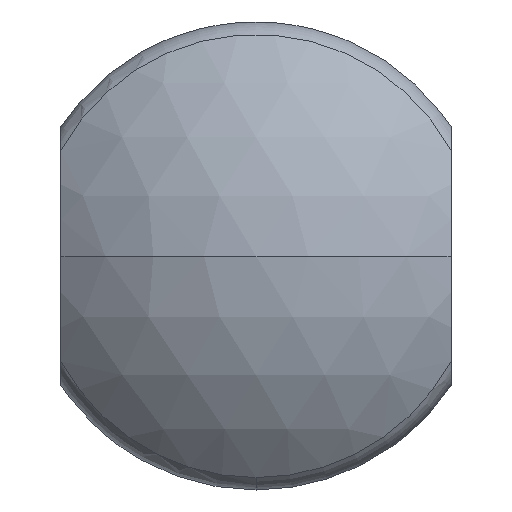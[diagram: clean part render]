
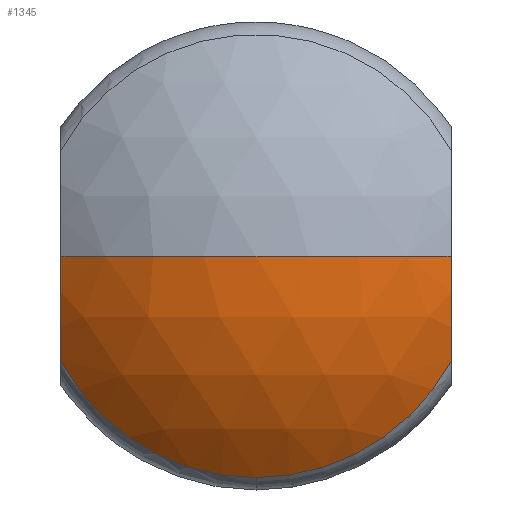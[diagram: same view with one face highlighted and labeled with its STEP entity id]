
A CAD part, front view. The second image highlights one B-rep face of the part: STEP entity #1345.
In plain terms, the highlighted spherical face has radius 25 mm.
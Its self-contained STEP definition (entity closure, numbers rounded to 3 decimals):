
#1 = CARTESIAN_POINT ( 'NONE',  ( 0., -85., 0. ) ) ;
#62 = CARTESIAN_POINT ( 'NONE',  ( 0., -85., 0. ) ) ;
#103 = DIRECTION ( 'NONE',  ( 1., 0., 0. ) ) ;
#117 = ORIENTED_EDGE ( 'NONE', *, *, #392, .F. ) ;
#258 = CARTESIAN_POINT ( 'NONE',  ( 0., -103.288, 0. ) ) ;
#261 = CARTESIAN_POINT ( 'NONE',  ( -15., -85., 0. ) ) ;
#280 = CARTESIAN_POINT ( 'NONE',  ( 15., -105., 0. ) ) ;
#323 = CIRCLE ( 'NONE', #1932, 20. ) ;
#340 = DIRECTION ( 'NONE',  ( 0., -1., 0. ) ) ;
#392 = EDGE_CURVE ( 'Defeature ausgef�hrt2_12+Defeature ausgef�hrt2_7+Defeature ausgef�hrt2_10+Defeature ausgef�hrt2_6', #661, #3117, #1681, .T. ) ;
#491 = AXIS2_PLACEMENT_3D ( 'NONE', #3592, #340, #3318 ) ;
#555 = DIRECTION ( 'NONE',  ( -1., 0., 0. ) ) ;
#583 = CIRCLE ( 'NONE', #3212, 17.045 ) ;
#599 = DIRECTION ( 'NONE',  ( 0., 0., -1. ) ) ;
#647 = FACE_OUTER_BOUND ( 'NONE', #2791, .T. ) ;
#661 = VERTEX_POINT ( 'NONE', #750 ) ;
#750 = CARTESIAN_POINT ( 'NONE',  ( -15., -103.288, -8.096 ) ) ;
#759 = EDGE_CURVE ( 'Defeature ausgef�hrt2_7+Defeature ausgef�hrt2_10+Defeature ausgef�hrt2_12+Defeature ausgef�hrt2_11', #661, #2844, #583, .T. ) ;
#870 = CARTESIAN_POINT ( 'NONE',  ( 0., -103.288, -17.045 ) ) ;
#1035 = CIRCLE ( 'NONE', #3460, 25. ) ;
#1038 = CARTESIAN_POINT ( 'NONE',  ( 15., -103.288, -8.096 ) ) ;
#1040 = VERTEX_POINT ( 'NONE', #1669 ) ;
#1235 = ORIENTED_EDGE ( 'NONE', *, *, #1909, .T. ) ;
#1345 = ADVANCED_FACE ( 'Defeature ausgef�hrt2_7', ( #647 ), #1364, .T. ) ;
#1364 = SPHERICAL_SURFACE ( 'NONE', #1687, 25. ) ;
#1477 = AXIS2_PLACEMENT_3D ( 'NONE', #261, #3199, #1729 ) ;
#1480 = DIRECTION ( 'NONE',  ( 0., 0., -1. ) ) ;
#1575 = ORIENTED_EDGE ( 'NONE', *, *, #1672, .T. ) ;
#1669 = CARTESIAN_POINT ( 'NONE',  ( 0., -110., 0. ) ) ;
#1672 = EDGE_CURVE ( 'Defeature ausgef�hrt2_7+Defeature ausgef�hrt2_10+Defeature ausgef�hrt2_12+Defeature ausgef�hrt2_11', #2844, #3069, #2477, .T. ) ;
#1681 = CIRCLE ( 'NONE', #1477, 20. ) ;
#1687 = AXIS2_PLACEMENT_3D ( 'NONE', #3814, #599, #555 ) ;
#1729 = DIRECTION ( 'NONE',  ( 0., 0., -1. ) ) ;
#1757 = DIRECTION ( 'NONE',  ( 1., 0., 0. ) ) ;
#1909 = EDGE_CURVE ( 'NONE', #3582, #1040, #1035, .T. ) ;
#1932 = AXIS2_PLACEMENT_3D ( 'NONE', #3244, #1757, #2055 ) ;
#2055 = DIRECTION ( 'NONE',  ( 0., 0., 1. ) ) ;
#2081 = EDGE_CURVE ( 'NONE', #3117, #1040, #2141, .T. ) ;
#2141 = CIRCLE ( 'NONE', #3570, 25. ) ;
#2193 = ORIENTED_EDGE ( 'NONE', *, *, #3279, .F. ) ;
#2208 = ORIENTED_EDGE ( 'NONE', *, *, #2081, .F. ) ;
#2264 = CARTESIAN_POINT ( 'NONE',  ( -15., -105., 0. ) ) ;
#2360 = DIRECTION ( 'NONE',  ( -1., 0., 0. ) ) ;
#2477 = CIRCLE ( 'NONE', #491, 17.045 ) ;
#2791 = EDGE_LOOP ( 'NONE', ( #2193, #1235, #2208, #117, #3605, #1575 ) ) ;
#2844 = VERTEX_POINT ( 'NONE', #870 ) ;
#3026 = DIRECTION ( 'NONE',  ( 0., 0., 1. ) ) ;
#3069 = VERTEX_POINT ( 'NONE', #1038 ) ;
#3117 = VERTEX_POINT ( 'NONE', #2264 ) ;
#3199 = DIRECTION ( 'NONE',  ( -1., 0., 0. ) ) ;
#3212 = AXIS2_PLACEMENT_3D ( 'NONE', #258, #3241, #3815 ) ;
#3241 = DIRECTION ( 'NONE',  ( 0., -1., 0. ) ) ;
#3244 = CARTESIAN_POINT ( 'NONE',  ( 15., -85., 0. ) ) ;
#3279 = EDGE_CURVE ( 'Defeature ausgef�hrt2_11+Defeature ausgef�hrt2_7+Defeature ausgef�hrt2_6+Defeature ausgef�hrt2_10', #3582, #3069, #323, .T. ) ;
#3318 = DIRECTION ( 'NONE',  ( 0., 0., -1. ) ) ;
#3460 = AXIS2_PLACEMENT_3D ( 'NONE', #1, #1480, #2360 ) ;
#3570 = AXIS2_PLACEMENT_3D ( 'NONE', #62, #3026, #103 ) ;
#3582 = VERTEX_POINT ( 'NONE', #280 ) ;
#3592 = CARTESIAN_POINT ( 'NONE',  ( 0., -103.288, 0. ) ) ;
#3605 = ORIENTED_EDGE ( 'NONE', *, *, #759, .T. ) ;
#3814 = CARTESIAN_POINT ( 'NONE',  ( 0., -85., 0. ) ) ;
#3815 = DIRECTION ( 'NONE',  ( 0., 0., -1. ) ) ;
